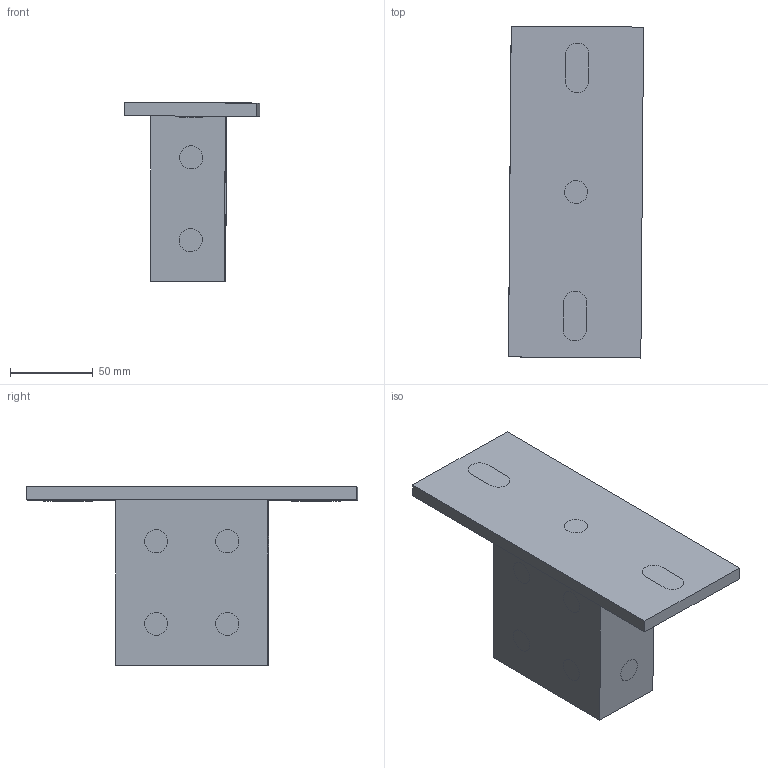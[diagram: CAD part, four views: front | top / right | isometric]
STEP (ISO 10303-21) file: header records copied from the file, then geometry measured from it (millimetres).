
FILE_DESCRIPTION(/* description */ (''),/* implementation_level */ '2;1');
FILE_NAME(/* name */ '596203.stp',/* time_stamp */ '2025-12-05T09:50:41+01:00',/* author */ ('mael.lecharpentier'),/* organization */ (''),/* preprocessor_version */ 'ST-DEVELOPER v20',/* originating_system */ 'AutoCAD Mechanical',/* authorisation */ '');
FILE_SCHEMA (('AUTOMOTIVE_DESIGN { 1 0 10303 214 3 1 1 }'));
Length unit declared in the file: millimetre
Products named in the file (1): Product
Bounding box: 81.68 x 200.66 x 108.37 mm (x, y, z)
Volume: 197600 mm3; surface area: 77754.6 mm2
Topology: 2 solids, 24 shells, 38 faces, 76 edges, 64 vertices
Faces by surface type: plane 38
Entity records: 1070 total; most frequent: DIRECTION 186, CARTESIAN_POINT 179, ORIENTED_EDGE 112, EDGE_CURVE 76, AXIS2_PLACEMENT_3D 71, VERTEX_POINT 64, LINE 44, VECTOR 44
